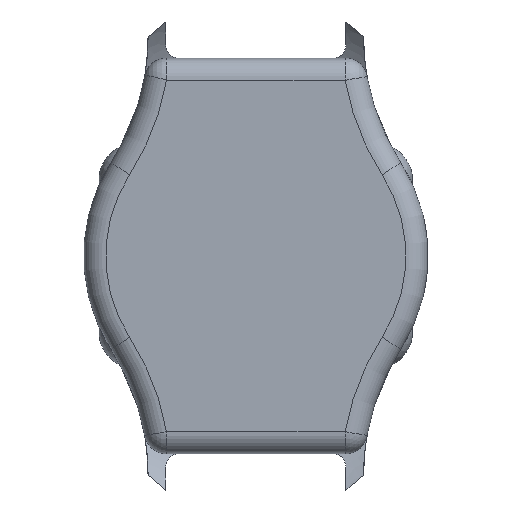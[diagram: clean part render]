
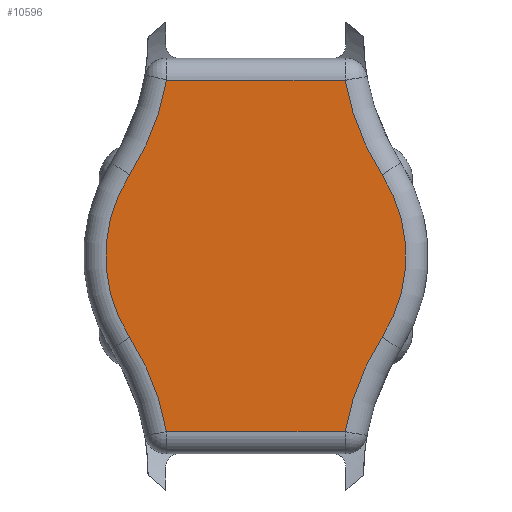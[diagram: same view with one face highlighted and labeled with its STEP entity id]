
A CAD part, front view. The second image highlights one B-rep face of the part: STEP entity #10596.
In plain terms, the highlighted planar face has unit normal (0, -1, 0).
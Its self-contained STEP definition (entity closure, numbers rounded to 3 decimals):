
#102 = ORIENTED_EDGE ( 'NONE', *, *, #3044, .T. ) ;
#347 = EDGE_CURVE ( 'NONE', #4065, #701, #6516, .T. ) ;
#701 = VERTEX_POINT ( 'NONE', #4174 ) ;
#781 = DIRECTION ( 'NONE',  ( 0., 0., 1. ) ) ;
#1101 = AXIS2_PLACEMENT_3D ( 'NONE', #4227, #7481, #4856 ) ;
#1153 = DIRECTION ( 'NONE',  ( 0., 0., 1. ) ) ;
#1158 = CIRCLE ( 'NONE', #2515, 17. ) ;
#1367 = VERTEX_POINT ( 'NONE', #3068 ) ;
#1420 = CARTESIAN_POINT ( 'NONE',  ( -10.123, -11.31, -19.9 ) ) ;
#1445 = VERTEX_POINT ( 'NONE', #8004 ) ;
#1590 = PLANE ( 'NONE',  #2472 ) ;
#1923 = EDGE_CURVE ( 'NONE', #1445, #3218, #1158, .T. ) ;
#2009 = LINE ( 'NONE', #10221, #6921 ) ;
#2164 = ORIENTED_EDGE ( 'NONE', *, *, #4899, .T. ) ;
#2179 = EDGE_CURVE ( 'NONE', #701, #1367, #9303, .T. ) ;
#2408 = DIRECTION ( 'NONE',  ( 1., 0., 0. ) ) ;
#2472 = AXIS2_PLACEMENT_3D ( 'NONE', #9154, #9049, #781 ) ;
#2515 = AXIS2_PLACEMENT_3D ( 'NONE', #7288, #6470, #8955 ) ;
#2588 = DIRECTION ( 'NONE',  ( 0., 1., 0. ) ) ;
#2591 = VERTEX_POINT ( 'NONE', #4991 ) ;
#2689 = CARTESIAN_POINT ( 'NONE',  ( -14.293, -11.31, -9.203 ) ) ;
#3044 = EDGE_CURVE ( 'NONE', #3218, #4065, #10320, .T. ) ;
#3068 = CARTESIAN_POINT ( 'NONE',  ( 14.293, -11.31, -9.203 ) ) ;
#3218 = VERTEX_POINT ( 'NONE', #2689 ) ;
#3297 = AXIS2_PLACEMENT_3D ( 'NONE', #6295, #9586, #5308 ) ;
#3550 = DIRECTION ( 'NONE',  ( 0., -1., 0. ) ) ;
#4065 = VERTEX_POINT ( 'NONE', #1420 ) ;
#4067 = EDGE_LOOP ( 'NONE', ( #10349, #6626, #2164, #4976, #102, #10618, #4097, #9477 ) ) ;
#4097 = ORIENTED_EDGE ( 'NONE', *, *, #2179, .T. ) ;
#4174 = CARTESIAN_POINT ( 'NONE',  ( 10.123, -11.31, -19.9 ) ) ;
#4227 = CARTESIAN_POINT ( 'NONE',  ( -38.614, -11.31, 24.863 ) ) ;
#4261 = CARTESIAN_POINT ( 'NONE',  ( 10.123, -11.31, 19.9 ) ) ;
#4525 = AXIS2_PLACEMENT_3D ( 'NONE', #6109, #3550, #6846 ) ;
#4692 = CIRCLE ( 'NONE', #9511, 28.85 ) ;
#4856 = DIRECTION ( 'NONE',  ( 0., 0., 1. ) ) ;
#4899 = EDGE_CURVE ( 'NONE', #2591, #1445, #8121, .T. ) ;
#4976 = ORIENTED_EDGE ( 'NONE', *, *, #1923, .T. ) ;
#4991 = CARTESIAN_POINT ( 'NONE',  ( -10.117, -11.31, 19.9 ) ) ;
#4992 = CARTESIAN_POINT ( 'NONE',  ( 38.55, -11.31, 24.822 ) ) ;
#5111 = VERTEX_POINT ( 'NONE', #8877 ) ;
#5304 = EDGE_CURVE ( 'NONE', #7699, #2591, #2009, .T. ) ;
#5308 = DIRECTION ( 'NONE',  ( 0., 0., 1. ) ) ;
#6109 = CARTESIAN_POINT ( 'NONE',  ( 0., -11.31, 0. ) ) ;
#6295 = CARTESIAN_POINT ( 'NONE',  ( 38.55, -11.31, -24.822 ) ) ;
#6470 = DIRECTION ( 'NONE',  ( 0., -1., 0. ) ) ;
#6516 = LINE ( 'NONE', #9815, #8487 ) ;
#6626 = ORIENTED_EDGE ( 'NONE', *, *, #5304, .T. ) ;
#6688 = DIRECTION ( 'NONE',  ( 0., 0., 1. ) ) ;
#6746 = CARTESIAN_POINT ( 'NONE',  ( -38.55, -11.31, -24.822 ) ) ;
#6846 = DIRECTION ( 'NONE',  ( 0., 0., 1. ) ) ;
#6921 = VECTOR ( 'NONE', #7520, 1000. ) ;
#7288 = CARTESIAN_POINT ( 'NONE',  ( 0., -11.31, 0. ) ) ;
#7415 = CIRCLE ( 'NONE', #4525, 17. ) ;
#7481 = DIRECTION ( 'NONE',  ( 0., 1., 0. ) ) ;
#7520 = DIRECTION ( 'NONE',  ( -1., 0., 0. ) ) ;
#7699 = VERTEX_POINT ( 'NONE', #4261 ) ;
#8004 = CARTESIAN_POINT ( 'NONE',  ( -14.293, -11.31, 9.203 ) ) ;
#8118 = EDGE_CURVE ( 'NONE', #1367, #5111, #7415, .T. ) ;
#8121 = CIRCLE ( 'NONE', #1101, 28.926 ) ;
#8159 = DIRECTION ( 'NONE',  ( 0., 1., 0. ) ) ;
#8487 = VECTOR ( 'NONE', #2408, 1000. ) ;
#8699 = EDGE_CURVE ( 'NONE', #5111, #7699, #4692, .T. ) ;
#8877 = CARTESIAN_POINT ( 'NONE',  ( 14.293, -11.31, 9.203 ) ) ;
#8955 = DIRECTION ( 'NONE',  ( 0., 0., 1. ) ) ;
#9049 = DIRECTION ( 'NONE',  ( 0., 1., 0. ) ) ;
#9154 = CARTESIAN_POINT ( 'NONE',  ( 10.123, -11.31, 19.9 ) ) ;
#9303 = CIRCLE ( 'NONE', #3297, 28.85 ) ;
#9477 = ORIENTED_EDGE ( 'NONE', *, *, #8118, .T. ) ;
#9511 = AXIS2_PLACEMENT_3D ( 'NONE', #4992, #2588, #1153 ) ;
#9586 = DIRECTION ( 'NONE',  ( 0., 1., 0. ) ) ;
#9815 = CARTESIAN_POINT ( 'NONE',  ( 10.123, -11.31, -19.9 ) ) ;
#9910 = FACE_OUTER_BOUND ( 'NONE', #4067, .T. ) ;
#10221 = CARTESIAN_POINT ( 'NONE',  ( 10.123, -11.31, 19.9 ) ) ;
#10320 = CIRCLE ( 'NONE', #10489, 28.85 ) ;
#10349 = ORIENTED_EDGE ( 'NONE', *, *, #8699, .T. ) ;
#10489 = AXIS2_PLACEMENT_3D ( 'NONE', #6746, #8159, #6688 ) ;
#10596 = ADVANCED_FACE ( 'NONE', ( #9910 ), #1590, .F. ) ;
#10618 = ORIENTED_EDGE ( 'NONE', *, *, #347, .T. ) ;
